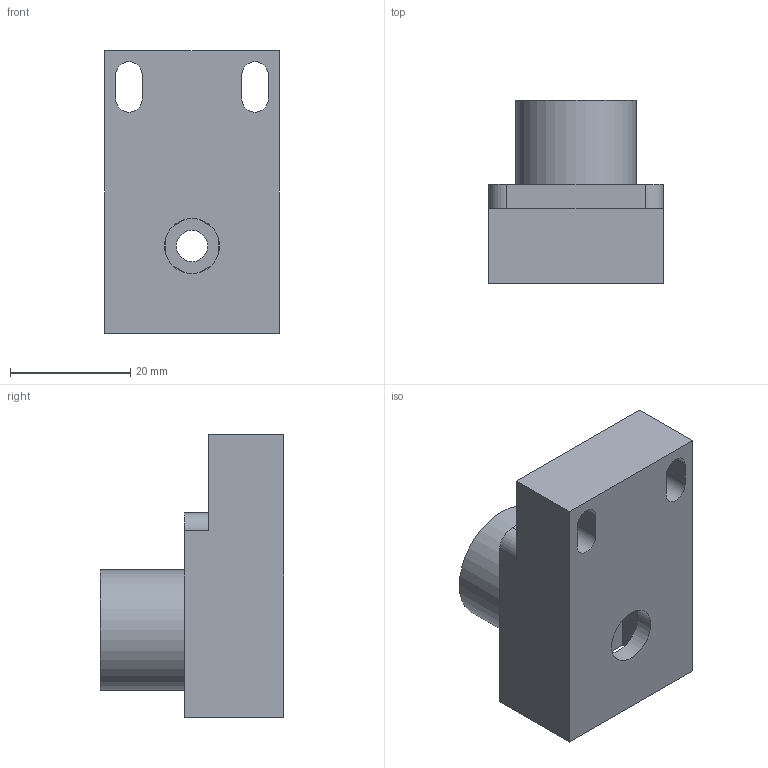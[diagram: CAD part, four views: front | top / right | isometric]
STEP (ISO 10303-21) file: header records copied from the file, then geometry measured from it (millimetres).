
FILE_DESCRIPTION(/* description */ (''),/* implementation_level */ '2;1');
FILE_NAME(/* name */ 'slide_pully_wheel_mount.step',/* time_stamp */ '2021-06-23T14:52:47+07:00',/* author */ (''),/* organization */ (''),/* preprocessor_version */ 'ST-DEVELOPER v18.1',/* originating_system */ 'Autodesk Translation Framework v10.9.0.1377',/* authorisation */ '');
FILE_SCHEMA (('AUTOMOTIVE_DESIGN { 1 0 10303 214 3 1 1 }'));
Length unit declared in the file: millimetre
Products named in the file (1): pulley holder v2
Bounding box: 29 x 30.5 x 47 mm (x, y, z)
Volume: 18370.9 mm3; surface area: 8113.3 mm2
Topology: 1 solids, 1 shells, 34 faces, 87 edges, 58 vertices
Faces by surface type: plane 24, cylinder 10
Full cylindrical faces by diameter (mm): 5.2 x1, 9.2 x1, 20 x1
Entity records: 1069 total; most frequent: CARTESIAN_POINT 180, DIRECTION 177, ORIENTED_EDGE 174, EDGE_CURVE 87, LINE 67, VECTOR 67, VERTEX_POINT 58, AXIS2_PLACEMENT_3D 55
